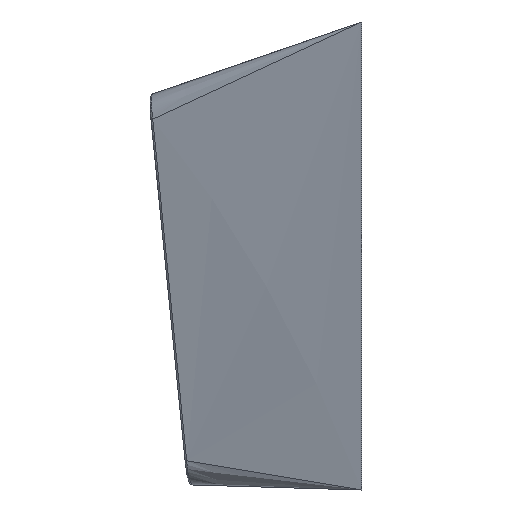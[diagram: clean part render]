
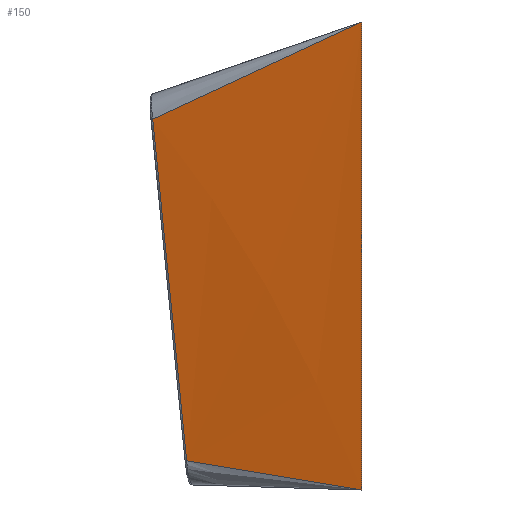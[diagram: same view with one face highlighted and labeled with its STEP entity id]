
A CAD part, left-side view. The second image highlights one B-rep face of the part: STEP entity #150.
In plain terms, the highlighted free-form (B-spline) face has degree [3, 1] with [6, 2] control points.
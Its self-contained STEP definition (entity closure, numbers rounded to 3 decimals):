
#63 = CARTESIAN_POINT ( 'NONE',  ( 1.3, 4.009, 16.143 ) ) ;
#77 = CARTESIAN_POINT ( 'NONE',  ( 2.313, 7.1, 14.699 ) ) ;
#141 = CARTESIAN_POINT ( 'NONE',  ( 0., 0., 0. ) ) ;
#145 = CARTESIAN_POINT ( 'NONE',  ( 2.65, 6.969, 2.695 ) ) ;
#150 = ADVANCED_FACE ( 'NONE', ( #1351 ), #785, .T. ) ;
#152 = CARTESIAN_POINT ( 'NONE',  ( 2.623, 7.167, 5.432 ) ) ;
#157 = VERTEX_POINT ( 'NONE', #387 ) ;
#160 = CARTESIAN_POINT ( 'NONE',  ( 0., 0., 15. ) ) ;
#187 = EDGE_CURVE ( 'NONE', #157, #746, #1249, .T. ) ;
#200 = CARTESIAN_POINT ( 'NONE',  ( 1.829, 5.626, 15.389 ) ) ;
#211 = CARTESIAN_POINT ( 'NONE',  ( 2.368, 7.266, 14.621 ) ) ;
#221 = EDGE_CURVE ( 'NONE', #994, #746, #903, .T. ) ;
#247 = CARTESIAN_POINT ( 'NONE',  ( 2.51, 7.696, 14.419 ) ) ;
#287 = CARTESIAN_POINT ( 'NONE',  ( 2.625, 8.044, 14.256 ) ) ;
#293 = CARTESIAN_POINT ( 'NONE',  ( 0., 0., 3. ) ) ;
#336 = CARTESIAN_POINT ( 'NONE',  ( 1.988, 6.111, 15.162 ) ) ;
#338 = B_SPLINE_CURVE_WITH_KNOTS ( 'NONE', 3,
 ( #1050, #1725, #907, #63, #633, #1047, #1057, #1736, #918, #200, #1177, #336, #1315, #481, #1462, #77, #211, #1191, #353, #1328, #496, #1504, #513, #814, #1782, #247, #673, #949, #944 ),
 .UNSPECIFIED., .F., .F.,
 ( 4, 2, 2, 1, 1, 1, 2, 2, 1, 2, 2, 1, 1, 1, 2, 2, 2, 4 ),
 ( 0., 0.488, 0.503, 0.518, 0.549, 0.61, 0.732, 0.762, 0.793, 0.854, 0.915, 0.93, 0.934, 0.936, 0.937, 0.938, 0.945, 0.976 ),
 .UNSPECIFIED. ) ;
#353 = CARTESIAN_POINT ( 'NONE',  ( 2.453, 7.523, 14.501 ) ) ;
#387 = CARTESIAN_POINT ( 'NONE',  ( 0., 0., 18. ) ) ;
#412 = CARTESIAN_POINT ( 'NONE',  ( 2.622, 6.739, 1.128 ) ) ;
#437 = CARTESIAN_POINT ( 'NONE',  ( 0., 0., 18. ) ) ;
#481 = CARTESIAN_POINT ( 'NONE',  ( 2.124, 6.527, 14.968 ) ) ;
#496 = CARTESIAN_POINT ( 'NONE',  ( 2.477, 7.597, 14.466 ) ) ;
#513 = CARTESIAN_POINT ( 'NONE',  ( 2.481, 7.61, 14.46 ) ) ;
#536 = EDGE_CURVE ( 'NONE', #157, #976, #338, .T. ) ;
#563 = CARTESIAN_POINT ( 'NONE',  ( 2.65, 7.966, 12.676 ) ) ;
#571 = DIRECTION ( 'NONE',  ( 0., 0., -1. ) ) ;
#578 = CARTESIAN_POINT ( 'NONE',  ( 2.623, 7.309, 6.867 ) ) ;
#633 = CARTESIAN_POINT ( 'NONE',  ( 1.313, 4.048, 16.125 ) ) ;
#673 = CARTESIAN_POINT ( 'NONE',  ( 2.569, 7.876, 14.335 ) ) ;
#695 = CARTESIAN_POINT ( 'NONE',  ( 0.942, 2.389, 0.412 ) ) ;
#700 = CARTESIAN_POINT ( 'NONE',  ( 0., 0., 0. ) ) ;
#746 = VERTEX_POINT ( 'NONE', #141 ) ;
#785 = B_SPLINE_SURFACE_WITH_KNOTS ( 'NONE', 3, 1, ( 
 ( #700, #1004 ),
 ( #293, #145 ),
 ( #1408, #1400 ),
 ( #1668, #1543 ),
 ( #160, #563 ),
 ( #437, #1270 ) ),
 .UNSPECIFIED., .F., .F., .F.,
 ( 4, 2, 4 ),
 ( 2, 2 ),
 ( 0., 0.5, 1. ),
 ( 0., 1. ),
 .UNSPECIFIED. ) ;
#801 = ORIENTED_EDGE ( 'NONE', *, *, #1665, .T. ) ;
#814 = CARTESIAN_POINT ( 'NONE',  ( 2.482, 7.611, 14.459 ) ) ;
#822 = ORIENTED_EDGE ( 'NONE', *, *, #536, .T. ) ;
#865 = CARTESIAN_POINT ( 'NONE',  ( 2.623, 7.452, 8.302 ) ) ;
#903 = B_SPLINE_CURVE_WITH_KNOTS ( 'NONE', 3,
 ( #412, #1527, #695, #1658 ),
 .UNSPECIFIED., .F., .F.,
 ( 4, 4 ),
 ( 0.012, 1. ),
 .UNSPECIFIED. ) ;
#907 = CARTESIAN_POINT ( 'NONE',  ( 0.876, 2.708, 16.748 ) ) ;
#918 = CARTESIAN_POINT ( 'NONE',  ( 1.668, 5.135, 15.618 ) ) ;
#944 = CARTESIAN_POINT ( 'NONE',  ( 2.625, 8.044, 14.256 ) ) ;
#949 = CARTESIAN_POINT ( 'NONE',  ( 2.604, 7.98, 14.286 ) ) ;
#976 = VERTEX_POINT ( 'NONE', #1728 ) ;
#994 = VERTEX_POINT ( 'NONE', #1722 ) ;
#1004 = CARTESIAN_POINT ( 'NONE',  ( 2.65, 6.72, 0.199 ) ) ;
#1047 = CARTESIAN_POINT ( 'NONE',  ( 1.34, 4.132, 16.086 ) ) ;
#1050 = CARTESIAN_POINT ( 'NONE',  ( 0., 0., 18. ) ) ;
#1057 = CARTESIAN_POINT ( 'NONE',  ( 1.381, 4.259, 16.027 ) ) ;
#1066 = B_SPLINE_CURVE_WITH_KNOTS ( 'NONE', 3,
 ( #287, #1420, #1409, #1562, #865, #578, #152, #1272, #1553, #1684 ),
 .UNSPECIFIED., .F., .F.,
 ( 4, 3, 3, 4 ),
 ( 0., 0.005, 0.009, 0.013 ),
 .UNSPECIFIED. ) ;
#1177 = CARTESIAN_POINT ( 'NONE',  ( 1.961, 6.03, 15.2 ) ) ;
#1191 = CARTESIAN_POINT ( 'NONE',  ( 2.436, 7.471, 14.525 ) ) ;
#1226 = VECTOR ( 'NONE', #571, 1000. ) ;
#1246 = CARTESIAN_POINT ( 'NONE',  ( 0., 0., 18. ) ) ;
#1249 = LINE ( 'NONE', #1246, #1226 ) ;
#1270 = CARTESIAN_POINT ( 'NONE',  ( 2.65, 8.215, 15.171 ) ) ;
#1272 = CARTESIAN_POINT ( 'NONE',  ( 2.622, 7.024, 3.997 ) ) ;
#1291 = ORIENTED_EDGE ( 'NONE', *, *, #187, .F. ) ;
#1315 = CARTESIAN_POINT ( 'NONE',  ( 2.043, 6.277, 15.085 ) ) ;
#1328 = CARTESIAN_POINT ( 'NONE',  ( 2.471, 7.579, 14.474 ) ) ;
#1333 = ORIENTED_EDGE ( 'NONE', *, *, #221, .T. ) ;
#1351 = FACE_OUTER_BOUND ( 'NONE', #1638, .T. ) ;
#1400 = CARTESIAN_POINT ( 'NONE',  ( 2.65, 7.218, 5.19 ) ) ;
#1408 = CARTESIAN_POINT ( 'NONE',  ( 0., 0., 6. ) ) ;
#1409 = CARTESIAN_POINT ( 'NONE',  ( 2.624, 7.744, 11.243 ) ) ;
#1420 = CARTESIAN_POINT ( 'NONE',  ( 2.625, 7.894, 12.75 ) ) ;
#1462 = CARTESIAN_POINT ( 'NONE',  ( 2.206, 6.773, 14.852 ) ) ;
#1504 = CARTESIAN_POINT ( 'NONE',  ( 2.48, 7.605, 14.462 ) ) ;
#1527 = CARTESIAN_POINT ( 'NONE',  ( 1.816, 4.635, 0.788 ) ) ;
#1543 = CARTESIAN_POINT ( 'NONE',  ( 2.65, 7.716, 10.181 ) ) ;
#1553 = CARTESIAN_POINT ( 'NONE',  ( 2.622, 6.882, 2.562 ) ) ;
#1562 = CARTESIAN_POINT ( 'NONE',  ( 2.624, 7.595, 9.737 ) ) ;
#1638 = EDGE_LOOP ( 'NONE', ( #822, #801, #1333, #1291 ) ) ;
#1658 = CARTESIAN_POINT ( 'NONE',  ( 0., 0., 0. ) ) ;
#1665 = EDGE_CURVE ( 'NONE', #976, #994, #1066, .T. ) ;
#1668 = CARTESIAN_POINT ( 'NONE',  ( 0., 0., 12. ) ) ;
#1684 = CARTESIAN_POINT ( 'NONE',  ( 2.622, 6.739, 1.128 ) ) ;
#1722 = CARTESIAN_POINT ( 'NONE',  ( 2.622, 6.739, 1.128 ) ) ;
#1725 = CARTESIAN_POINT ( 'NONE',  ( 0.447, 1.384, 17.361 ) ) ;
#1728 = CARTESIAN_POINT ( 'NONE',  ( 2.625, 8.044, 14.256 ) ) ;
#1736 = CARTESIAN_POINT ( 'NONE',  ( 1.477, 4.553, 15.89 ) ) ;
#1782 = CARTESIAN_POINT ( 'NONE',  ( 2.497, 7.658, 14.437 ) ) ;
